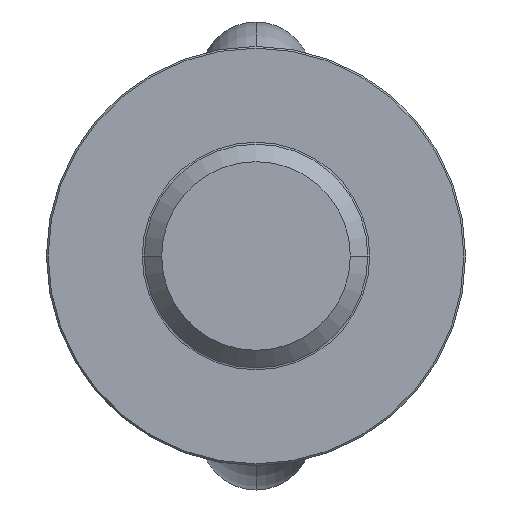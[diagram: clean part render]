
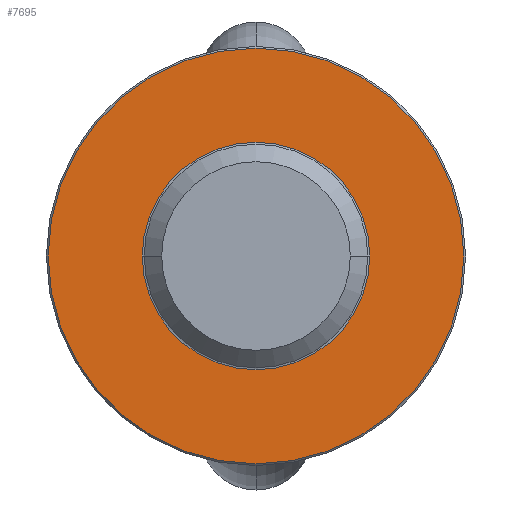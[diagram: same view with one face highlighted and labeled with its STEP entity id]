
A CAD part, front view. The second image highlights one B-rep face of the part: STEP entity #7695.
In plain terms, the highlighted planar face has unit normal (0, -1, 0).
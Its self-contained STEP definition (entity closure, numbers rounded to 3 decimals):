
#2=CARTESIAN_POINT('',(0.,0.,0.));
#3=DIRECTION('',(0.,-1.,0.));
#4=DIRECTION('',(1.,0.,0.));
#5=AXIS2_PLACEMENT_3D('',#2,#3,#4);
#7=CARTESIAN_POINT('',(0.,0.,0.));
#8=DIRECTION('',(0.,-1.,0.));
#9=DIRECTION('',(-1.,0.,0.));
#10=AXIS2_PLACEMENT_3D('',#7,#8,#9);
#12=CARTESIAN_POINT('',(0.,0.,0.));
#13=DIRECTION('',(0.,1.,0.));
#14=DIRECTION('',(1.,0.,0.));
#15=AXIS2_PLACEMENT_3D('',#12,#13,#14);
#30=CARTESIAN_POINT('',(0.,0.,0.));
#31=DIRECTION('',(0.,1.,0.));
#32=DIRECTION('',(-1.,0.,0.));
#33=AXIS2_PLACEMENT_3D('',#30,#31,#32);
#5862=CARTESIAN_POINT('',(32.564,0.,0.));
#5863=CARTESIAN_POINT('',(-32.564,0.,0.));
#5864=VERTEX_POINT('',#5862);
#5865=VERTEX_POINT('',#5863);
#5878=CARTESIAN_POINT('',(-59.5,0.,0.));
#5879=CARTESIAN_POINT('',(59.5,0.,0.));
#5880=VERTEX_POINT('',#5878);
#5881=VERTEX_POINT('',#5879);
#7678=CARTESIAN_POINT('',(0.,0.,0.));
#7679=DIRECTION('',(0.,1.,0.));
#7680=DIRECTION('',(1.,0.,0.));
#7681=AXIS2_PLACEMENT_3D('',#7678,#7679,#7680);
#7682=PLANE('',#7681);
#7684=ORIENTED_EDGE('',*,*,#7683,.T.);
#7686=ORIENTED_EDGE('',*,*,#7685,.T.);
#7687=EDGE_LOOP('',(#7684,#7686));
#7688=FACE_OUTER_BOUND('',#7687,.F.);
#7690=ORIENTED_EDGE('',*,*,#7689,.T.);
#7692=ORIENTED_EDGE('',*,*,#7691,.T.);
#7693=EDGE_LOOP('',(#7690,#7692));
#7694=FACE_BOUND('',#7693,.F.);
#7695=ADVANCED_FACE('',(#7688,#7694),#7682,.F.);
#6=CIRCLE('',#5,32.564);
#11=CIRCLE('',#10,32.564);
#16=CIRCLE('',#15,59.5);
#34=CIRCLE('',#33,59.5);
#7683=EDGE_CURVE('',#5881,#5880,#16,.T.);
#7685=EDGE_CURVE('',#5880,#5881,#34,.T.);
#7689=EDGE_CURVE('',#5864,#5865,#6,.T.);
#7691=EDGE_CURVE('',#5865,#5864,#11,.T.);
